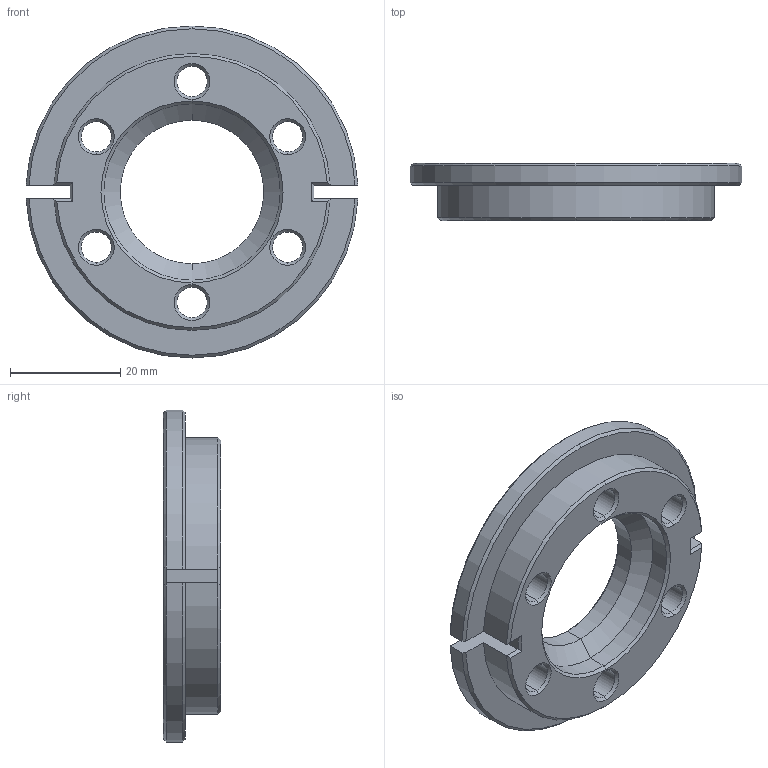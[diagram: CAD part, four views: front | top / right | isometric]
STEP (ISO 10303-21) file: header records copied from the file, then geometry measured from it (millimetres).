
FILE_DESCRIPTION (( 'STEP AP214' ), '1' );
FILE_NAME ('rotor mounting inner tool.STEP', '2024-07-10T08:51:55', ( '' ), ( '' ), 'SwSTEP 2.0', 'SolidWorks 2023', '' );
FILE_SCHEMA (( 'AUTOMOTIVE_DESIGN' ));
Length unit declared in the file: millimetre
Products named in the file (1): rotor mounting inner tool
Bounding box: 60.05 x 10.4 x 60.1 mm (x, y, z)
Volume: 15173 mm3; surface area: 7815.2 mm2
Topology: 1 solids, 1 shells, 83 faces, 194 edges, 113 vertices
Faces by surface type: cone 39, cylinder 22, plane 22
Entity records: 2402 total; most frequent: DIRECTION 433, CARTESIAN_POINT 427, ORIENTED_EDGE 388, EDGE_CURVE 194, AXIS2_PLACEMENT_3D 167, VERTEX_POINT 113, VECTOR 99, LINE 99
